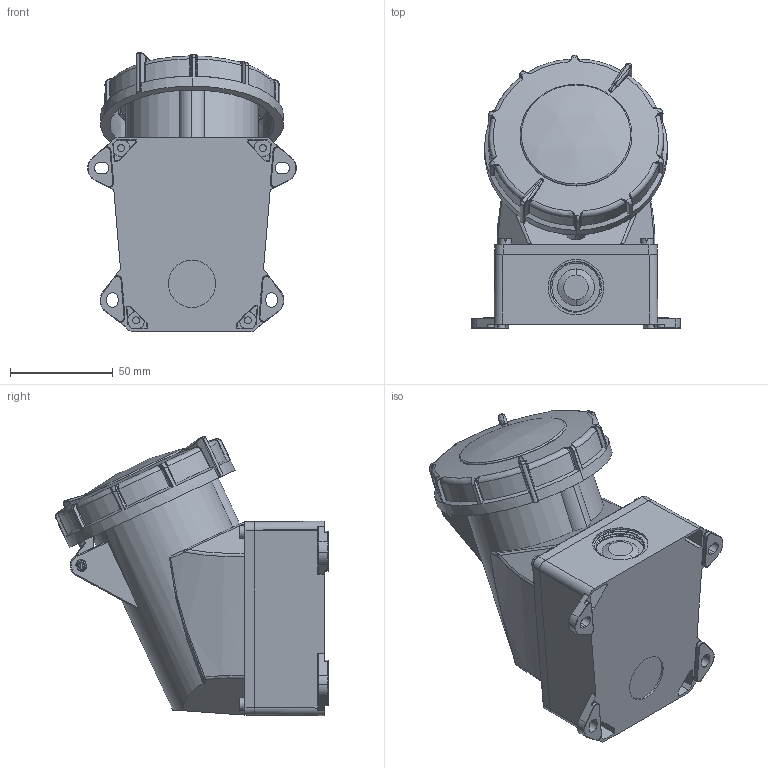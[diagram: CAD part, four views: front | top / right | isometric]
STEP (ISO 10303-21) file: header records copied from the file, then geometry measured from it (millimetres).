
FILE_DESCRIPTION (( 'STEP AP203' ), '1' );
FILE_NAME ('PSR12-016-5-0-67 Ðîçåòêà ñòö. ÑÑÈ-1152 IP67 IEK.STEP', '2025-01-22T12:53:16', ( '' ), ( '' ), 'SwSTEP 2.0', 'SolidWorks 2022', '' );
FILE_SCHEMA (( 'CONFIG_CONTROL_DESIGN' ));
Length unit declared in the file: millimetre
Products named in the file (10): QX12006.stp^PSR12-016-5-0-67 Розетка стц. ССИ-1152 IP67 IEK; QX120016.stp^PSR12-016-5-0-67 Розетка стц. ССИ-1152 IP67 IEK; QX120014.stp^PSR12-016-5-0-67 Розетка стц. ССИ-1152 IP67 IEK; QX12002.stp^PSR12-016-5-0-67 Розетка стц. ССИ-1152 IP67 IEK; PSR12-016-5-0-67 Розетка стц. ССИ-1152 IP67 IEK; QX120015.stp^PSR12-016-5-0-67 Розетка стц. ССИ-1152 IP67 IEK; QX120017.stp^PSR12-016-5-0-67 Розетка стц. ССИ-1152 IP67 IEK; QX12005.stp^PSR12-016-5-0-67 Розетка стц. ССИ-1152 IP67 IEK; QX12004.stp^PSR12-016-5-0-67 Розетка стц. ССИ-1152 IP67 IEK; QX12001.stp^PSR12-016-5-0-67 Розетка стц. ССИ-1152 IP67 IEK
Assembly tree (9 placements, depth 2):
  PSR12-016-5-0-67 Розетка стц. ССИ-1152 IP67 IEK
    QX12001.stp^PSR12-016-5-0-67 Розетка стц. ССИ-1152 IP67 IEK
    QX12002.stp^PSR12-016-5-0-67 Розетка стц. ССИ-1152 IP67 IEK
    QX12004.stp^PSR12-016-5-0-67 Розетка стц. ССИ-1152 IP67 IEK
    QX12005.stp^PSR12-016-5-0-67 Розетка стц. ССИ-1152 IP67 IEK
    QX12006.stp^PSR12-016-5-0-67 Розетка стц. ССИ-1152 IP67 IEK
    QX120014.stp^PSR12-016-5-0-67 Розетка стц. ССИ-1152 IP67 IEK
    QX120015.stp^PSR12-016-5-0-67 Розетка стц. ССИ-1152 IP67 IEK
    QX120016.stp^PSR12-016-5-0-67 Розетка стц. ССИ-1152 IP67 IEK
    QX120017.stp^PSR12-016-5-0-67 Розетка стц. ССИ-1152 IP67 IEK
Bounding box: 101.55 x 132.77 x 135.89 mm (x, y, z)
Volume: 173647.5 mm3; surface area: 123671.1 mm2
Topology: 9 solids, 9 shells, 1372 faces, 3527 edges, 2155 vertices
Faces by surface type: cylinder 472, plane 394, bspline 200, torus 171, cone 82, sphere 53
Entity records: 50040 total; most frequent: CARTESIAN_POINT 17796, ORIENTED_EDGE 6928, DIRECTION 6156, EDGE_CURVE 3464, AXIS2_PLACEMENT_3D 2419, VERTEX_POINT 2146, EDGE_LOOP 1442, ADVANCED_FACE 1371
